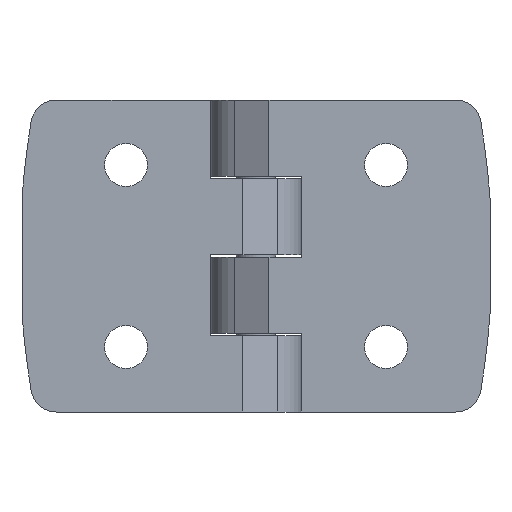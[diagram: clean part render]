
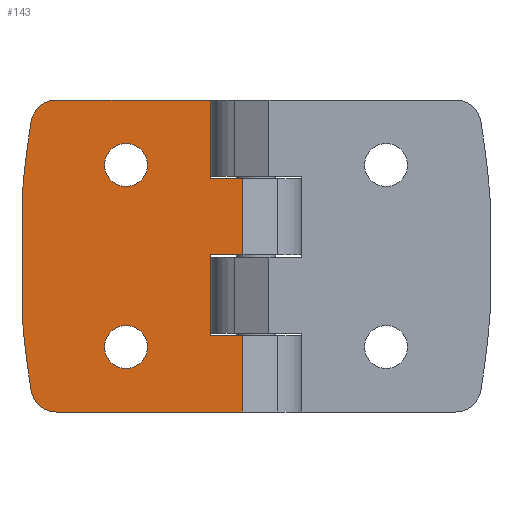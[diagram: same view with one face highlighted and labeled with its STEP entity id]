
A CAD part, front view. The second image highlights one B-rep face of the part: STEP entity #143.
In plain terms, the highlighted planar face has unit normal (0, -1, 0).
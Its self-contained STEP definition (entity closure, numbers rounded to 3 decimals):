
#143 = ADVANCED_FACE( '', ( #314, #315, #316 ), #317, .F. );
#314 = FACE_BOUND( '', #511, .T. );
#315 = FACE_BOUND( '', #512, .T. );
#316 = FACE_OUTER_BOUND( '', #513, .T. );
#317 = PLANE( '', #514 );
#511 = EDGE_LOOP( '', ( #860 ) );
#512 = EDGE_LOOP( '', ( #861 ) );
#513 = EDGE_LOOP( '', ( #862, #863, #864, #865, #866, #867, #868, #869, #870, #871, #872, #873, #874, #875 ) );
#514 = AXIS2_PLACEMENT_3D( '', #876, #877, #878 );
#860 = ORIENTED_EDGE( '', *, *, #1128, .T. );
#861 = ORIENTED_EDGE( '', *, *, #1212, .T. );
#862 = ORIENTED_EDGE( '', *, *, #1231, .F. );
#863 = ORIENTED_EDGE( '', *, *, #1232, .F. );
#864 = ORIENTED_EDGE( '', *, *, #1233, .T. );
#865 = ORIENTED_EDGE( '', *, *, #1234, .F. );
#866 = ORIENTED_EDGE( '', *, *, #1102, .F. );
#867 = ORIENTED_EDGE( '', *, *, #1235, .T. );
#868 = ORIENTED_EDGE( '', *, *, #1096, .F. );
#869 = ORIENTED_EDGE( '', *, *, #1236, .F. );
#870 = ORIENTED_EDGE( '', *, *, #1174, .F. );
#871 = ORIENTED_EDGE( '', *, *, #1237, .T. );
#872 = ORIENTED_EDGE( '', *, *, #1238, .F. );
#873 = ORIENTED_EDGE( '', *, *, #1134, .F. );
#874 = ORIENTED_EDGE( '', *, *, #1191, .F. );
#875 = ORIENTED_EDGE( '', *, *, #1106, .F. );
#876 = CARTESIAN_POINT( '', ( -36., -9., 24. ) );
#877 = DIRECTION( '', ( 0., 1., 0. ) );
#878 = DIRECTION( '', ( 0., 0., 1. ) );
#1096 = EDGE_CURVE( '', #1292, #1295, #1296, .T. );
#1102 = EDGE_CURVE( '', #1304, #1306, #1307, .T. );
#1106 = EDGE_CURVE( '', #1310, #1313, #1314, .T. );
#1128 = EDGE_CURVE( '', #1350, #1350, #1351, .T. );
#1134 = EDGE_CURVE( '', #1359, #1361, #1362, .T. );
#1174 = EDGE_CURVE( '', #1429, #1431, #1432, .T. );
#1191 = EDGE_CURVE( '', #1313, #1359, #1457, .T. );
#1212 = EDGE_CURVE( '', #1489, #1489, #1490, .T. );
#1231 = EDGE_CURVE( '', #1513, #1310, #1514, .T. );
#1232 = EDGE_CURVE( '', #1515, #1513, #1516, .T. );
#1233 = EDGE_CURVE( '', #1515, #1517, #1518, .T. );
#1234 = EDGE_CURVE( '', #1306, #1517, #1519, .T. );
#1235 = EDGE_CURVE( '', #1304, #1295, #1520, .T. );
#1236 = EDGE_CURVE( '', #1431, #1292, #1521, .T. );
#1237 = EDGE_CURVE( '', #1429, #1522, #1523, .T. );
#1238 = EDGE_CURVE( '', #1361, #1522, #1524, .T. );
#1292 = VERTEX_POINT( '', #1585 );
#1295 = VERTEX_POINT( '', #1589 );
#1296 = LINE( '', #1590, #1591 );
#1304 = VERTEX_POINT( '', #1616 );
#1306 = VERTEX_POINT( '', #1619 );
#1307 = CIRCLE( '', #1620, 4. );
#1310 = VERTEX_POINT( '', #1624 );
#1313 = VERTEX_POINT( '', #1628 );
#1314 = LINE( '', #1629, #1630 );
#1350 = VERTEX_POINT( '', #1756 );
#1351 = CIRCLE( '', #1757, 3.3 );
#1359 = VERTEX_POINT( '', #1766 );
#1361 = VERTEX_POINT( '', #1769 );
#1362 = LINE( '', #1770, #1771 );
#1429 = VERTEX_POINT( '', #1862 );
#1431 = VERTEX_POINT( '', #1865 );
#1432 = LINE( '', #1866, #1867 );
#1457 = LINE( '', #1917, #1918 );
#1489 = VERTEX_POINT( '', #2055 );
#1490 = CIRCLE( '', #2056, 3.3 );
#1513 = VERTEX_POINT( '', #2192 );
#1514 = CIRCLE( '', #2193, 4. );
#1515 = VERTEX_POINT( '', #2194 );
#1516 = CIRCLE( '', #2195, 125.64 );
#1517 = VERTEX_POINT( '', #2196 );
#1518 = LINE( '', #2197, #2198 );
#1519 = CIRCLE( '', #2199, 125.64 );
#1520 = LINE( '', #2200, #2201 );
#1521 = LINE( '', #2202, #2203 );
#1522 = VERTEX_POINT( '', #2204 );
#1523 = LINE( '', #2205, #2206 );
#1524 = LINE( '', #2207, #2208 );
#1585 = CARTESIAN_POINT( '', ( -2., -9., -12.3 ) );
#1589 = CARTESIAN_POINT( '', ( -2., -9., -24. ) );
#1590 = CARTESIAN_POINT( '', ( -2., -9., 24. ) );
#1591 = VECTOR( '', #2365, 1000. );
#1616 = CARTESIAN_POINT( '', ( -30.658, -9., -24. ) );
#1619 = CARTESIAN_POINT( '', ( -34.604, -9., -20.658 ) );
#1620 = AXIS2_PLACEMENT_3D( '', #2369, #2370, #2371 );
#1624 = CARTESIAN_POINT( '', ( -30.658, -9., 24. ) );
#1628 = CARTESIAN_POINT( '', ( -7., -9., 24. ) );
#1629 = CARTESIAN_POINT( '', ( -36., -9., 24. ) );
#1630 = VECTOR( '', #2374, 1000. );
#1756 = CARTESIAN_POINT( '', ( -20., -9., -10.7 ) );
#1757 = AXIS2_PLACEMENT_3D( '', #2408, #2409, #2410 );
#1766 = CARTESIAN_POINT( '', ( -7., -9., 11.9 ) );
#1769 = CARTESIAN_POINT( '', ( -2., -9., 11.9 ) );
#1770 = CARTESIAN_POINT( '', ( -7., -9., 11.9 ) );
#1771 = VECTOR( '', #2419, 1000. );
#1862 = CARTESIAN_POINT( '', ( -7., -9., 0.2 ) );
#1865 = CARTESIAN_POINT( '', ( -7., -9., -12.3 ) );
#1866 = CARTESIAN_POINT( '', ( -7., -9., 0.2 ) );
#1867 = VECTOR( '', #2469, 1000. );
#1917 = CARTESIAN_POINT( '', ( -7., -9., 24.4 ) );
#1918 = VECTOR( '', #2483, 1000. );
#2055 = CARTESIAN_POINT( '', ( -20., -9., 17.3 ) );
#2056 = AXIS2_PLACEMENT_3D( '', #2514, #2515, #2516 );
#2192 = CARTESIAN_POINT( '', ( -34.604, -9., 20.658 ) );
#2193 = AXIS2_PLACEMENT_3D( '', #2534, #2535, #2536 );
#2194 = CARTESIAN_POINT( '', ( -36., -9., 8.871 ) );
#2195 = AXIS2_PLACEMENT_3D( '', #2537, #2538, #2539 );
#2196 = CARTESIAN_POINT( '', ( -36., -9., -8.871 ) );
#2197 = CARTESIAN_POINT( '', ( -36., -9., 24. ) );
#2198 = VECTOR( '', #2540, 1000. );
#2199 = AXIS2_PLACEMENT_3D( '', #2541, #2542, #2543 );
#2200 = CARTESIAN_POINT( '', ( -36., -9., -24. ) );
#2201 = VECTOR( '', #2544, 1000. );
#2202 = CARTESIAN_POINT( '', ( -7., -9., -12.3 ) );
#2203 = VECTOR( '', #2545, 1000. );
#2204 = CARTESIAN_POINT( '', ( -2., -9., 0.2 ) );
#2205 = CARTESIAN_POINT( '', ( -7., -9., 0.2 ) );
#2206 = VECTOR( '', #2546, 1000. );
#2207 = CARTESIAN_POINT( '', ( -2., -9., 24. ) );
#2208 = VECTOR( '', #2547, 1000. );
#2365 = DIRECTION( '', ( 0., 0., -1. ) );
#2369 = CARTESIAN_POINT( '', ( -30.658, -9., -20. ) );
#2370 = DIRECTION( '', ( 0., 1., 0. ) );
#2371 = DIRECTION( '', ( 1., 0., 0. ) );
#2374 = DIRECTION( '', ( 1., 0., 0. ) );
#2408 = CARTESIAN_POINT( '', ( -20., -9., -14. ) );
#2409 = DIRECTION( '', ( 0., 1., 0. ) );
#2410 = DIRECTION( '', ( 0., 0., 1. ) );
#2419 = DIRECTION( '', ( 1., 0., 0. ) );
#2469 = DIRECTION( '', ( 0., 0., -1. ) );
#2483 = DIRECTION( '', ( 0., 0., -1. ) );
#2514 = CARTESIAN_POINT( '', ( -20., -9., 14. ) );
#2515 = DIRECTION( '', ( 0., 1., 0. ) );
#2516 = DIRECTION( '', ( 0., 0., 1. ) );
#2534 = CARTESIAN_POINT( '', ( -30.658, -9., 20. ) );
#2535 = DIRECTION( '', ( 0., 1., 0. ) );
#2536 = DIRECTION( '', ( 1., 0., 0. ) );
#2537 = CARTESIAN_POINT( '', ( 89.327, -9., 0. ) );
#2538 = DIRECTION( '', ( 0., 1., 0. ) );
#2539 = DIRECTION( '', ( 1., 0., 0. ) );
#2540 = DIRECTION( '', ( 0., 0., -1. ) );
#2541 = CARTESIAN_POINT( '', ( 89.327, -9., 0. ) );
#2542 = DIRECTION( '', ( 0., 1., 0. ) );
#2543 = DIRECTION( '', ( 1., 0., 0. ) );
#2544 = DIRECTION( '', ( 1., 0., 0. ) );
#2545 = DIRECTION( '', ( 1., 0., 0. ) );
#2546 = DIRECTION( '', ( 1., 0., 0. ) );
#2547 = DIRECTION( '', ( 0., 0., -1. ) );
